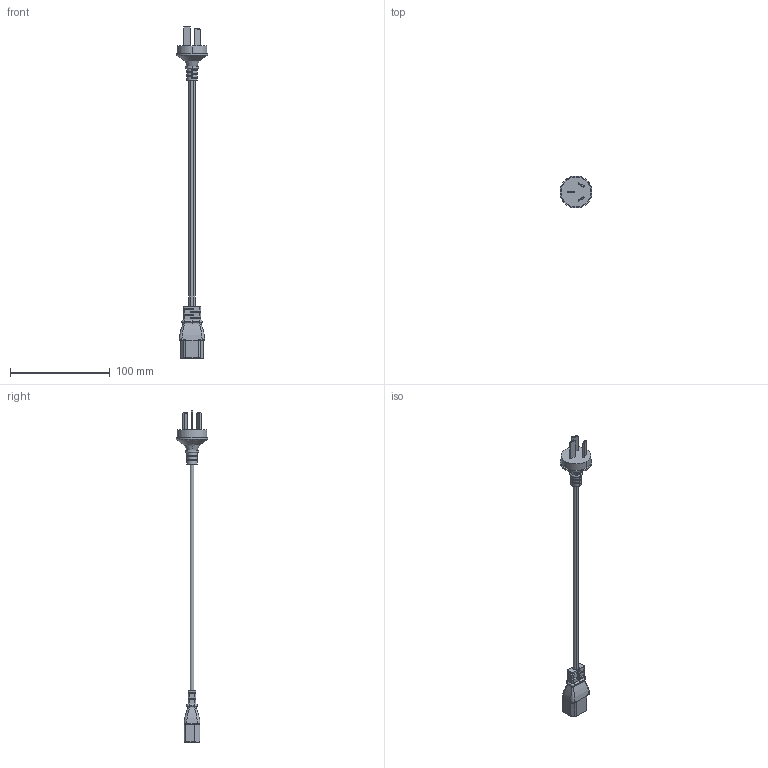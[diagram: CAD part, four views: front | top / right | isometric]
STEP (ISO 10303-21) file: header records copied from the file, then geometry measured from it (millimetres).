
FILE_DESCRIPTION (( 'STEP AP203' ), '1' );
FILE_NAME ('IPCIC13-10A-2M_3D.STEP', '2022-04-22T15:19:33', ( '' ), ( '' ), 'SwSTEP 2.0', 'SolidWorks 2021', '' );
FILE_SCHEMA (( 'CONFIG_CONTROL_DESIGN' ));
Length unit declared in the file: inch
Products named in the file (4): SF-82 IEC 320 C13 FEM PWR PLUG; H05VVH2-F 2C Cord (for 44-420-02M); IPCIC13-10A-2M_3D; SF-132 TYPE I 3-BLADE (AUS) PWR PLUG
Assembly tree (3 placements, depth 2):
  IPCIC13-10A-2M_3D
    SF-132 TYPE I 3-BLADE (AUS) PWR PLUG
    H05VVH2-F 2C Cord (for 44-420-02M)
    SF-82 IEC 320 C13 FEM PWR PLUG
Bounding box: 32 x 32 x 332.5 mm (x, y, z)
Volume: 29177.5 mm3; surface area: 15234.6 mm2
Topology: 6 solids, 6 shells, 285 faces, 737 edges, 463 vertices
Faces by surface type: plane 133, cylinder 91, bspline 43, torus 18
Entity records: 10927 total; most frequent: CARTESIAN_POINT 3752, ORIENTED_EDGE 1470, DIRECTION 1343, EDGE_CURVE 735, AXIS2_PLACEMENT_3D 475, VERTEX_POINT 463, LINE 393, VECTOR 393
